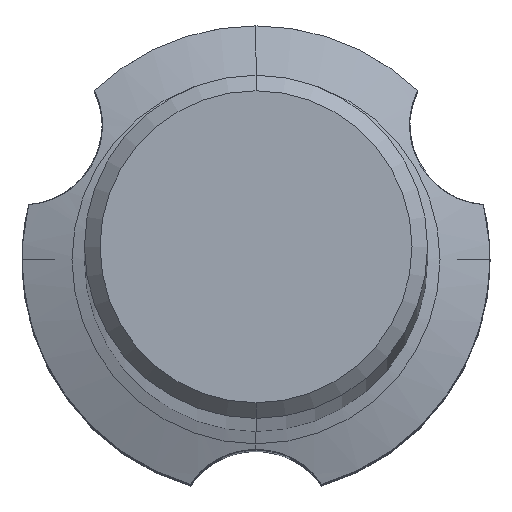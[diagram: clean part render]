
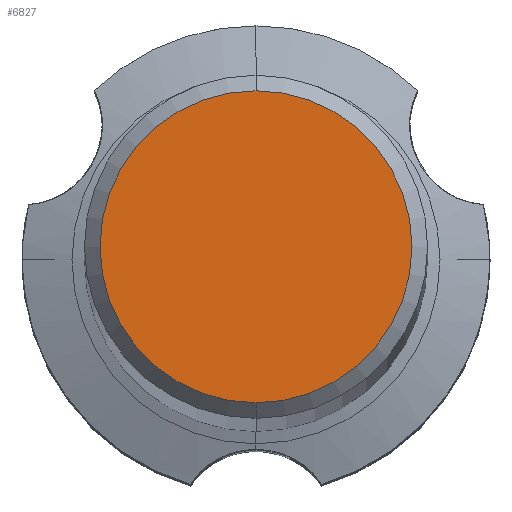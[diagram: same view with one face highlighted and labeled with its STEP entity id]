
A CAD part, top view. The second image highlights one B-rep face of the part: STEP entity #6827.
In plain terms, the highlighted planar face has unit normal (0, 0, 1).
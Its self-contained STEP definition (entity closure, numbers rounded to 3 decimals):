
#4399=EDGE_CURVE('',#5187,#7335,#9924,.T.);
#5187=VERTEX_POINT('',#10777);
#6367=EDGE_CURVE('',#7335,#5187,#12058,.T.);
#6827=ADVANCED_FACE('',(#12561),#12562,.T.);
#7335=VERTEX_POINT('',#13117);
#9924=CIRCLE('',#17056,1.0);
#10777=CARTESIAN_POINT('',(0.0,1.0,0.0));
#12058=CIRCLE('',#20858,1.0);
#12561=FACE_OUTER_BOUND('',#21667,.T.);
#12562=PLANE('',#21668);
#13117=CARTESIAN_POINT('',(0.,-1.0,0.0));
#17056=AXIS2_PLACEMENT_3D('',#26288,#26289,#26290);
#20858=AXIS2_PLACEMENT_3D('',#28687,#28688,#28689);
#21667=EDGE_LOOP('',(#29591,#29592));
#21668=AXIS2_PLACEMENT_3D('',#29593,#29594,#29595);
#26288=CARTESIAN_POINT('',(0.0,0.0,0.0));
#26289=DIRECTION('',(0.0,0.0,-1.0));
#26290=DIRECTION('',(0.0,1.0,0.0));
#28687=CARTESIAN_POINT('',(0.0,0.0,0.0));
#28688=DIRECTION('',(0.0,0.0,-1.0));
#28689=DIRECTION('',(0.0,1.0,0.0));
#29591=ORIENTED_EDGE('',*,*,#4399,.F.);
#29592=ORIENTED_EDGE('',*,*,#6367,.F.);
#29593=CARTESIAN_POINT('',(0.0,0.5,0.0));
#29594=DIRECTION('',(-0.0,0.0,1.0));
#29595=DIRECTION('',(0.0,-1.0,0.0));
